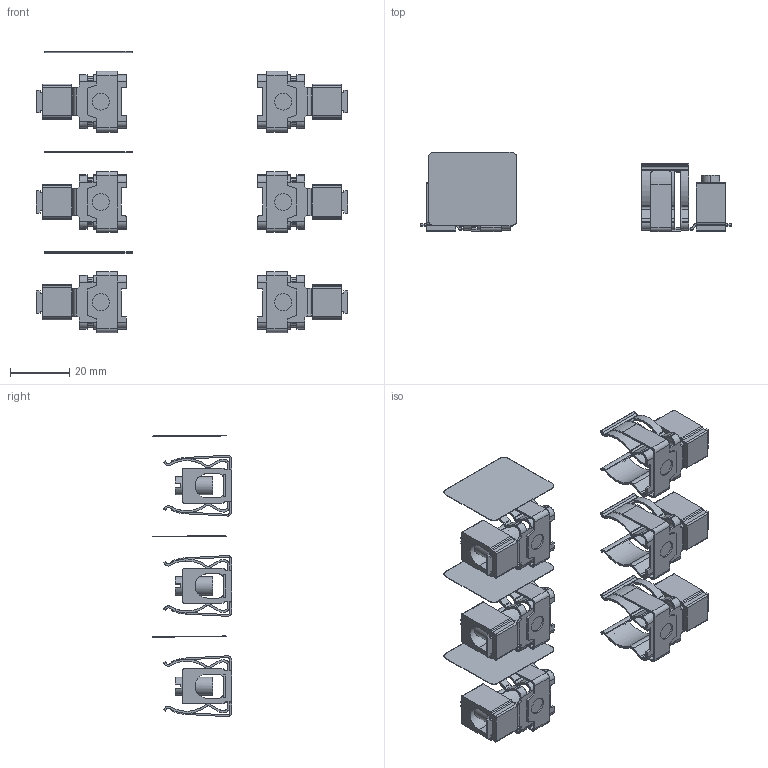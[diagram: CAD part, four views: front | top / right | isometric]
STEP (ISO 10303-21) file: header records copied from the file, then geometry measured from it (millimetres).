
FILE_DESCRIPTION (( 'STEP AP214' ), '1' );
FILE_NAME ('RM25060-3CR.step', '2016-05-31T18:49:26', ( '' ), ( '' ), 'SwSTEP 2.0', 'SolidWorks 2016', '' );
FILE_SCHEMA (( 'AUTOMOTIVE_DESIGN' ));
Length unit declared in the file: inch
Products named in the file (2): RM25060-3CR; RM25060-1CR
Assembly tree (3 placements, depth 2):
  RM25060-3CR
    RM25060-1CR  x3
Bounding box: 105.5 x 26.95 x 95.34 mm (x, y, z)
Volume: 14562.4 mm3; surface area: 32305.8 mm2
Topology: 39 solids, 39 shells, 1182 faces, 3336 edges, 2208 vertices
Faces by surface type: plane 684, cylinder 498
Entity records: 169652 total; most frequent: CARTESIAN_POINT 54711, ORIENTED_EDGE 16508, DIRECTION 12028, EDGE_CURVE 8254, VERTEX_POINT 4851, AXIS2_PLACEMENT_3D 4235, LINE 3558, VECTOR 3558
